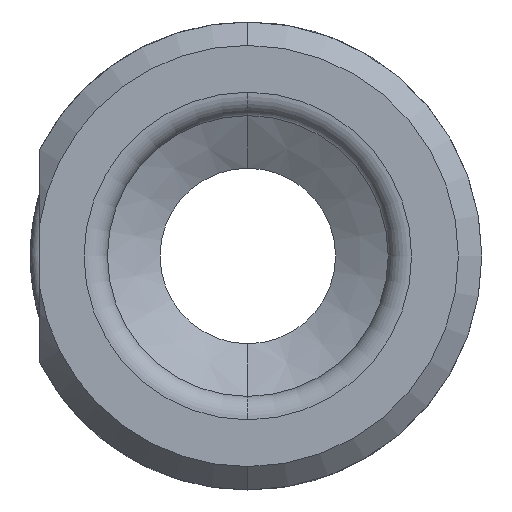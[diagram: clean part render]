
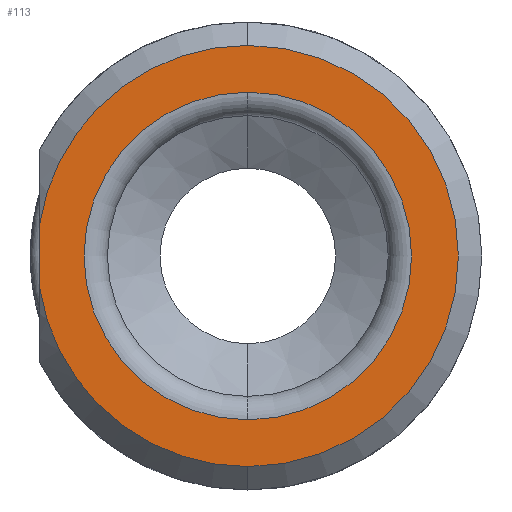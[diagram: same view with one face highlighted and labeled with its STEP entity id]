
A CAD part, left-side view. The second image highlights one B-rep face of the part: STEP entity #113.
In plain terms, the highlighted planar face has unit normal (-1, 0, 0).
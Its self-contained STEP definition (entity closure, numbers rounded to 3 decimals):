
#113 = ADVANCED_FACE ( 'NONE', ( #937, #968 ), #8720, .F. ) ;
#434 = VERTEX_POINT ( 'NONE', #9313 ) ;
#442 = VERTEX_POINT ( 'NONE', #9316 ) ;
#452 = VERTEX_POINT ( 'NONE', #9318 ) ;
#455 = VERTEX_POINT ( 'NONE', #9339 ) ;
#465 = VERTEX_POINT ( 'NONE', #9289 ) ;
#473 = VERTEX_POINT ( 'NONE', #9256 ) ;
#612 = AXIS2_PLACEMENT_3D ( 'NONE', #8751, #8743, #8724 ) ;
#709 = EDGE_CURVE ( 'NONE', #465, #452, #808, .T. ) ;
#727 = EDGE_CURVE ( 'NONE', #455, #442, #853, .T. ) ;
#746 = EDGE_CURVE ( 'NONE', #442, #434, #904, .T. ) ;
#808 = CIRCLE ( 'NONE', #3587, 7. ) ;
#853 = CIRCLE ( 'NONE', #3575, 9. ) ;
#904 = CIRCLE ( 'NONE', #3559, 9. ) ;
#937 = FACE_BOUND ( 'NONE', #1392, .T. ) ;
#968 = FACE_OUTER_BOUND ( 'NONE', #1454, .T. ) ;
#1094 = AXIS2_PLACEMENT_3D ( 'NONE', #4947, #4981, #4948 ) ;
#1392 = EDGE_LOOP ( 'NONE', ( #1915, #1917 ) ) ;
#1454 = EDGE_LOOP ( 'NONE', ( #1946, #1989, #1982, #1991 ) ) ;
#1915 = ORIENTED_EDGE ( 'NONE', *, *, #709, .T. ) ;
#1917 = ORIENTED_EDGE ( 'NONE', *, *, #4817, .T. ) ;
#1946 = ORIENTED_EDGE ( 'NONE', *, *, #4622, .T. ) ;
#1982 = ORIENTED_EDGE ( 'NONE', *, *, #746, .T. ) ;
#1989 = ORIENTED_EDGE ( 'NONE', *, *, #727, .T. ) ;
#1991 = ORIENTED_EDGE ( 'NONE', *, *, #4814, .F. ) ;
#3559 = AXIS2_PLACEMENT_3D ( 'NONE', #8832, #8892, #8894 ) ;
#3575 = AXIS2_PLACEMENT_3D ( 'NONE', #8452, #8408, #8480 ) ;
#3587 = AXIS2_PLACEMENT_3D ( 'NONE', #8194, #8236, #8167 ) ;
#3616 = AXIS2_PLACEMENT_3D ( 'NONE', #6325, #6279, #6304 ) ;
#3646 = CIRCLE ( 'NONE', #3616, 9. ) ;
#3653 = CIRCLE ( 'NONE', #1094, 7. ) ;
#3775 = VECTOR ( 'NONE', #4971, 1000. ) ;
#3781 = LINE ( 'NONE', #4957, #3775 ) ;
#4622 = EDGE_CURVE ( 'NONE', #473, #455, #3646, .T. ) ;
#4814 = EDGE_CURVE ( 'NONE', #473, #434, #3781, .T. ) ;
#4817 = EDGE_CURVE ( 'NONE', #452, #465, #3653, .T. ) ;
#4947 = CARTESIAN_POINT ( 'NONE',  ( 0., 0., 0. ) ) ;
#4948 = DIRECTION ( 'NONE',  ( 0., 0., -1. ) ) ;
#4957 = CARTESIAN_POINT ( 'NONE',  ( 0., 8.9, -10. ) ) ;
#4971 = DIRECTION ( 'NONE',  ( 0., 0., 1. ) ) ;
#4981 = DIRECTION ( 'NONE',  ( 1., 0., 0. ) ) ;
#6279 = DIRECTION ( 'NONE',  ( -1., 0., 0. ) ) ;
#6304 = DIRECTION ( 'NONE',  ( 0., 0., 1. ) ) ;
#6325 = CARTESIAN_POINT ( 'NONE',  ( 0., 0., 0. ) ) ;
#8167 = DIRECTION ( 'NONE',  ( 0., 0., -1. ) ) ;
#8194 = CARTESIAN_POINT ( 'NONE',  ( 0., 0., 0. ) ) ;
#8236 = DIRECTION ( 'NONE',  ( 1., 0., 0. ) ) ;
#8408 = DIRECTION ( 'NONE',  ( -1., 0., 0. ) ) ;
#8452 = CARTESIAN_POINT ( 'NONE',  ( 0., 0., 0. ) ) ;
#8480 = DIRECTION ( 'NONE',  ( 0., 0., 1. ) ) ;
#8720 = PLANE ( 'NONE',  #612 ) ;
#8724 = DIRECTION ( 'NONE',  ( 0., 0., -1. ) ) ;
#8743 = DIRECTION ( 'NONE',  ( 1., 0., 0. ) ) ;
#8751 = CARTESIAN_POINT ( 'NONE',  ( 0., 0., 0. ) ) ;
#8832 = CARTESIAN_POINT ( 'NONE',  ( 0., 0., 0. ) ) ;
#8892 = DIRECTION ( 'NONE',  ( -1., 0., 0. ) ) ;
#8894 = DIRECTION ( 'NONE',  ( 0., 0., 1. ) ) ;
#9256 = CARTESIAN_POINT ( 'NONE',  ( 0., 8.9, -1.338 ) ) ;
#9289 = CARTESIAN_POINT ( 'NONE',  ( 0., 0., -7. ) ) ;
#9313 = CARTESIAN_POINT ( 'NONE',  ( 0., 8.9, 1.338 ) ) ;
#9316 = CARTESIAN_POINT ( 'NONE',  ( 0., 0., 9. ) ) ;
#9318 = CARTESIAN_POINT ( 'NONE',  ( 0., 0., 7. ) ) ;
#9339 = CARTESIAN_POINT ( 'NONE',  ( 0., 0., -9. ) ) ;
